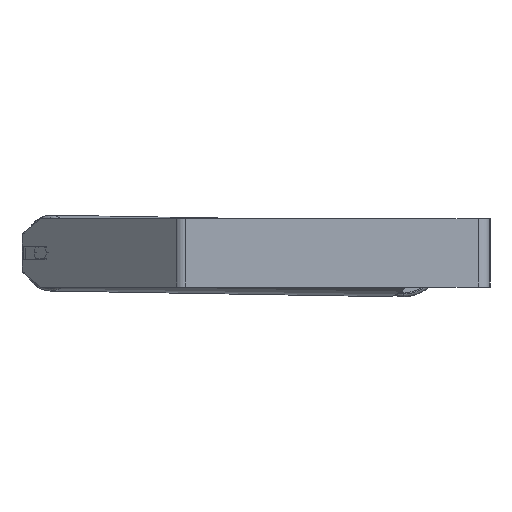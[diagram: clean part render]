
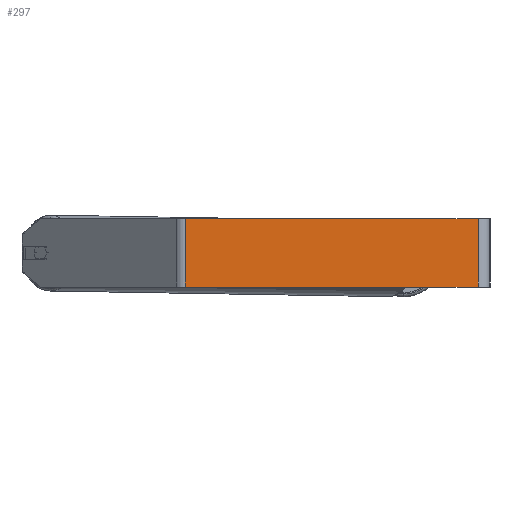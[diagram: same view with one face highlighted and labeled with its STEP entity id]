
A CAD part, left-side view. The second image highlights one B-rep face of the part: STEP entity #297.
In plain terms, the highlighted planar face has unit normal (-1, 0, 0).
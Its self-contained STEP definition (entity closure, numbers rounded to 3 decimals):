
#297 = ADVANCED_FACE ( 'NONE', ( #6267 ), #2286, .F. ) ;
#332 = VERTEX_POINT ( 'NONE', #8168 ) ;
#427 = EDGE_LOOP ( 'NONE', ( #630, #1791, #8745, #6662 ) ) ;
#630 = ORIENTED_EDGE ( 'NONE', *, *, #4543, .T. ) ;
#1075 = VECTOR ( 'NONE', #3287, 1000. ) ;
#1497 = LINE ( 'NONE', #7469, #7061 ) ;
#1673 = EDGE_CURVE ( 'NONE', #332, #3504, #4343, .T. ) ;
#1791 = ORIENTED_EDGE ( 'NONE', *, *, #8512, .F. ) ;
#2017 = VECTOR ( 'NONE', #8445, 1000. ) ;
#2286 = PLANE ( 'NONE',  #7528 ) ;
#2543 = VERTEX_POINT ( 'NONE', #3364 ) ;
#2603 = CARTESIAN_POINT ( 'NONE',  ( -900., 357.901, -40. ) ) ;
#3051 = LINE ( 'NONE', #5173, #4959 ) ;
#3287 = DIRECTION ( 'NONE',  ( 0., -1., 0. ) ) ;
#3338 = VERTEX_POINT ( 'NONE', #3474 ) ;
#3364 = CARTESIAN_POINT ( 'NONE',  ( -900., 14., -40. ) ) ;
#3474 = CARTESIAN_POINT ( 'NONE',  ( -900., 14., 40. ) ) ;
#3504 = VERTEX_POINT ( 'NONE', #2603 ) ;
#4343 = LINE ( 'NONE', #5754, #2017 ) ;
#4543 = EDGE_CURVE ( 'NONE', #3504, #2543, #6644, .T. ) ;
#4661 = CARTESIAN_POINT ( 'NONE',  ( -900., 363.7, -40. ) ) ;
#4813 = DIRECTION ( 'NONE',  ( 0., 0., -1. ) ) ;
#4959 = VECTOR ( 'NONE', #8444, 1000. ) ;
#5173 = CARTESIAN_POINT ( 'NONE',  ( -900., 363.7, 40. ) ) ;
#5575 = DIRECTION ( 'NONE',  ( 0., 0., -1. ) ) ;
#5754 = CARTESIAN_POINT ( 'NONE',  ( -900., 357.901, 40. ) ) ;
#6267 = FACE_OUTER_BOUND ( 'NONE', #427, .T. ) ;
#6644 = LINE ( 'NONE', #4661, #1075 ) ;
#6662 = ORIENTED_EDGE ( 'NONE', *, *, #1673, .T. ) ;
#6832 = DIRECTION ( 'NONE',  ( 1., 0., 0. ) ) ;
#7061 = VECTOR ( 'NONE', #5575, 1000. ) ;
#7469 = CARTESIAN_POINT ( 'NONE',  ( -900., 14., 40. ) ) ;
#7528 = AXIS2_PLACEMENT_3D ( 'NONE', #8212, #6832, #4813 ) ;
#8168 = CARTESIAN_POINT ( 'NONE',  ( -900., 357.901, 40. ) ) ;
#8212 = CARTESIAN_POINT ( 'NONE',  ( -900., 363.7, 40. ) ) ;
#8444 = DIRECTION ( 'NONE',  ( 0., -1., 0. ) ) ;
#8445 = DIRECTION ( 'NONE',  ( 0., 0., -1. ) ) ;
#8512 = EDGE_CURVE ( 'NONE', #3338, #2543, #1497, .T. ) ;
#8736 = EDGE_CURVE ( 'NONE', #332, #3338, #3051, .T. ) ;
#8745 = ORIENTED_EDGE ( 'NONE', *, *, #8736, .F. ) ;
